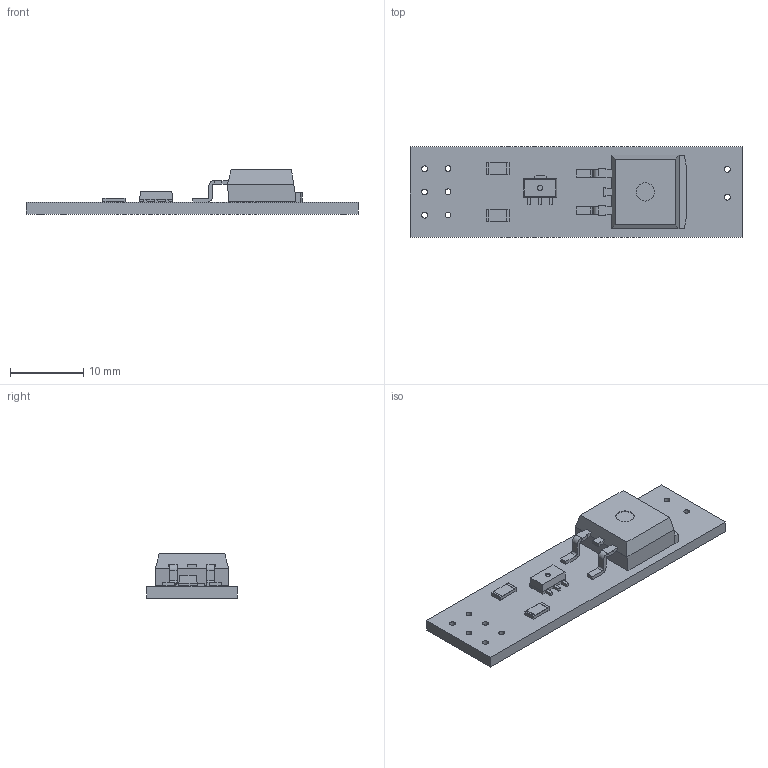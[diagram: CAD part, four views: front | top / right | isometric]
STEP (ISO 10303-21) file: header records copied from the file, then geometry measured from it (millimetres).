
FILE_DESCRIPTION(('KiCad electronic assembly'),'2;1');
FILE_NAME('wire_cutters.step','2019-12-04T15:07:02',('An Author'),( 'A Company'),'Open CASCADE STEP processor 6.9', 'KiCad to STEP converter','Unknown');
FILE_SCHEMA(('AUTOMOTIVE_DESIGN { 1 0 10303 214 1 1 1 1 }'));
Length unit declared in the file: millimetre
Products named in the file (8): Open CASCADE STEP translator 6.9 1; SOT-89-3; SOLID; TO-263-2; R_1206_3216Metric; COMPOUND
Assembly tree (8 placements, depth 3):
  Open CASCADE STEP translator 6.9 1
    SOT-89-3
      SOLID
    TO-263-2
      SOLID
    R_1206_3216Metric  x2
      SOLID
    COMPOUND
Bounding box: 45.4 x 12.4 x 6.07 mm (x, y, z)
Volume: 1320.1 mm3; surface area: 1814.8 mm2
Topology: 5 solids, 5 shells, 185 faces, 492 edges, 322 vertices
Faces by surface type: plane 151, cylinder 34
Full cylindrical faces by diameter (mm): 0.7 x1, 0.8 x8, 2.5 x1
Entity records: 11656 total; most frequent: CARTESIAN_POINT 1826, DIRECTION 1642, LINE 1168, VECTOR 1168, ORIENTED_EDGE 848, PCURVE 848, DEFINITIONAL_REPRESENTATION 848, EDGE_CURVE 424
